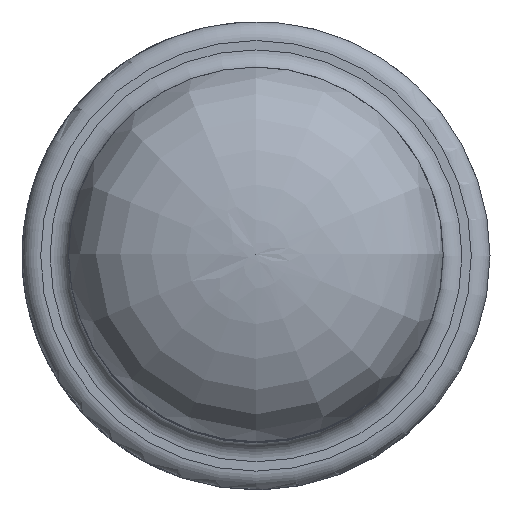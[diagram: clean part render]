
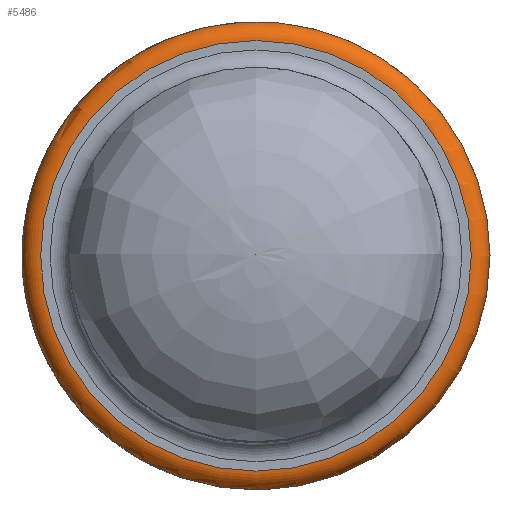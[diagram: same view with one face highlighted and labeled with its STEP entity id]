
A CAD part, top view. The second image highlights one B-rep face of the part: STEP entity #5486.
In plain terms, the highlighted toroidal (fillet/blend) face has major radius 23 mm and minor radius 2 mm.
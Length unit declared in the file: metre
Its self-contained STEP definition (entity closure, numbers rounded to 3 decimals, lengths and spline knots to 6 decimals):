
#11=TOROIDAL_SURFACE('',#5919,0.023,0.002);
#1700=ORIENTED_EDGE('',*,*,#3393,.F.);
#1701=ORIENTED_EDGE('',*,*,#3281,.F.);
#1702=ORIENTED_EDGE('',*,*,#3394,.F.);
#1703=ORIENTED_EDGE('',*,*,#3287,.F.);
#1704=ORIENTED_EDGE('',*,*,#3384,.F.);
#3281=EDGE_CURVE('',#4137,#4138,#4622,.F.);
#3287=EDGE_CURVE('',#4143,#4144,#4623,.F.);
#3384=EDGE_CURVE('',#4240,#4240,#4638,.T.);
#3393=EDGE_CURVE('',#4138,#4143,#4647,.F.);
#3394=EDGE_CURVE('',#4144,#4137,#4648,.F.);
#4137=VERTEX_POINT('',#7806);
#4138=VERTEX_POINT('',#7807);
#4143=VERTEX_POINT('',#7833);
#4144=VERTEX_POINT('',#7835);
#4240=VERTEX_POINT('',#8227);
#4622=CIRCLE('',#5884,0.025);
#4623=CIRCLE('',#5885,0.025);
#4638=CIRCLE('',#5905,0.023);
#4647=CIRCLE('',#5920,0.025);
#4648=CIRCLE('',#5921,0.025);
#4761=EDGE_LOOP('',(#1700,#1701,#1702,#1703));
#4762=EDGE_LOOP('',(#1704));
#5141=FACE_BOUND('',#4761,.T.);
#5142=FACE_BOUND('',#4762,.T.);
#5486=ADVANCED_FACE('',(#5141,#5142),#11,.T.);
#5884=AXIS2_PLACEMENT_3D('',#7805,#6270,#6271);
#5885=AXIS2_PLACEMENT_3D('',#7834,#6272,#6273);
#5905=AXIS2_PLACEMENT_3D('',#8226,#6327,#6328);
#5919=AXIS2_PLACEMENT_3D('',#8743,#6355,#6356);
#5920=AXIS2_PLACEMENT_3D('',#8744,#6357,#6358);
#5921=AXIS2_PLACEMENT_3D('',#8745,#6359,#6360);
#6270=DIRECTION('',(0.,0.,1.));
#6271=DIRECTION('',(1.,0.,0.));
#6272=DIRECTION('',(0.,0.,1.));
#6273=DIRECTION('',(1.,0.,0.));
#6327=DIRECTION('',(0.,0.,1.));
#6328=DIRECTION('',(1.,0.,0.));
#6355=DIRECTION('',(0.,0.,1.));
#6356=DIRECTION('',(1.,0.,0.));
#6357=DIRECTION('',(0.,0.,1.));
#6358=DIRECTION('',(1.,0.,0.));
#6359=DIRECTION('',(0.,0.,1.));
#6360=DIRECTION('',(1.,0.,0.));
#7805=CARTESIAN_POINT('',(0.,0.,0.006));
#7806=CARTESIAN_POINT('',(-0.013244,0.021204,0.006));
#7807=CARTESIAN_POINT('',(-0.022292,0.011316,0.006));
#7833=CARTESIAN_POINT('',(-0.02193,0.012004,0.006));
#7834=CARTESIAN_POINT('',(0.,0.,0.006));
#7835=CARTESIAN_POINT('',(-0.014065,0.020668,0.006));
#8226=CARTESIAN_POINT('',(0.,0.,0.008));
#8227=CARTESIAN_POINT('',(0.023,0.,0.008));
#8743=CARTESIAN_POINT('',(0.,0.,0.006));
#8744=CARTESIAN_POINT('',(0.,0.,0.006));
#8745=CARTESIAN_POINT('',(0.,0.,0.006));
